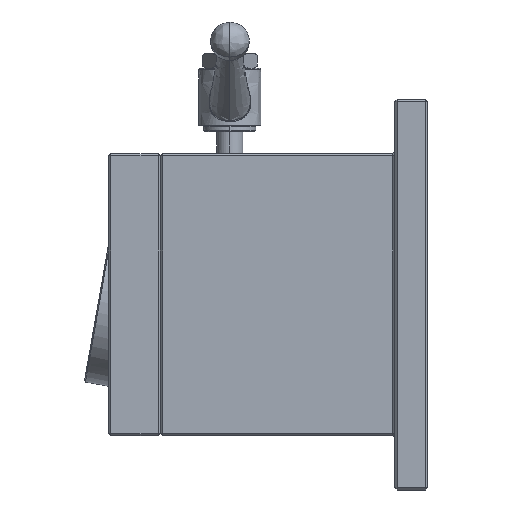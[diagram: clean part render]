
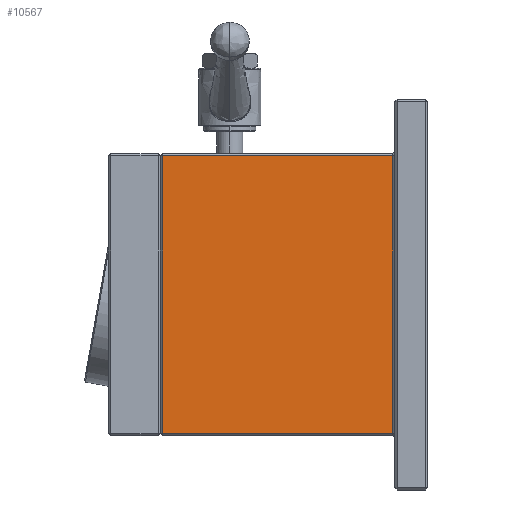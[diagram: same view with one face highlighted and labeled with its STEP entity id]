
A CAD part, left-side view. The second image highlights one B-rep face of the part: STEP entity #10567.
In plain terms, the highlighted free-form (B-spline) face has degree [1, 1] with [2, 2] control points.
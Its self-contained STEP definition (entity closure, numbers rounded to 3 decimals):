
#10567 = ADVANCED_FACE('',(#10568),#10598,.T.);
#10568 = FACE_BOUND('',#10569,.T.);
#10569 = EDGE_LOOP('',(#10570,#10579,#10586,#10593));
#10570 = ORIENTED_EDGE('',*,*,#10571,.T.);
#10571 = EDGE_CURVE('',#10572,#10574,#10576,.T.);
#10572 = VERTEX_POINT('',#10573);
#10573 = CARTESIAN_POINT('',(-65.089,126.627,
    75.74));
#10574 = VERTEX_POINT('',#10575);
#10575 = CARTESIAN_POINT('',(-65.089,1.183,
    75.74));
#10576 = B_SPLINE_CURVE_WITH_KNOTS('',1,(#10577,#10578),.UNSPECIFIED.,
  .F.,.F.,(2,2),(0.,106.),.PIECEWISE_BEZIER_KNOTS.);
#10577 = CARTESIAN_POINT('',(-65.089,126.627,
    75.74));
#10578 = CARTESIAN_POINT('',(-65.089,1.183,
    75.74));
#10579 = ORIENTED_EDGE('',*,*,#10580,.T.);
#10580 = EDGE_CURVE('',#10574,#10581,#10583,.T.);
#10581 = VERTEX_POINT('',#10582);
#10582 = CARTESIAN_POINT('',(-65.089,1.183,
    -75.74));
#10583 = B_SPLINE_CURVE_WITH_KNOTS('',1,(#10584,#10585),.UNSPECIFIED.,
  .F.,.F.,(2,2),(0.,128.),.PIECEWISE_BEZIER_KNOTS.);
#10584 = CARTESIAN_POINT('',(-65.089,1.183,
    75.74));
#10585 = CARTESIAN_POINT('',(-65.089,1.183,
    -75.74));
#10586 = ORIENTED_EDGE('',*,*,#10587,.T.);
#10587 = EDGE_CURVE('',#10581,#10588,#10590,.T.);
#10588 = VERTEX_POINT('',#10589);
#10589 = CARTESIAN_POINT('',(-65.089,126.627,
    -75.74));
#10590 = B_SPLINE_CURVE_WITH_KNOTS('',1,(#10591,#10592),.UNSPECIFIED.,
  .F.,.F.,(2,2),(0.,106.),.PIECEWISE_BEZIER_KNOTS.);
#10591 = CARTESIAN_POINT('',(-65.089,1.183,
    -75.74));
#10592 = CARTESIAN_POINT('',(-65.089,126.627,
    -75.74));
#10593 = ORIENTED_EDGE('',*,*,#10594,.T.);
#10594 = EDGE_CURVE('',#10588,#10572,#10595,.T.);
#10595 = B_SPLINE_CURVE_WITH_KNOTS('',1,(#10596,#10597),.UNSPECIFIED.,
  .F.,.F.,(2,2),(0.,128.),.PIECEWISE_BEZIER_KNOTS.);
#10596 = CARTESIAN_POINT('',(-65.089,126.627,
    -75.74));
#10597 = CARTESIAN_POINT('',(-65.089,126.627,
    75.74));
#10598 = B_SPLINE_SURFACE_WITH_KNOTS('',1,1,(
    (#10599,#10600)
    ,(#10601,#10602
    )),.UNSPECIFIED.,.F.,.F.,.F.,(2,2),(2,2),(0.,1.),(0.,1.),
  .PIECEWISE_BEZIER_KNOTS.);
#10599 = CARTESIAN_POINT('',(-65.089,1.183,
    75.74));
#10600 = CARTESIAN_POINT('',(-65.089,126.627,
    75.74));
#10601 = CARTESIAN_POINT('',(-65.089,1.183,
    -75.74));
#10602 = CARTESIAN_POINT('',(-65.089,126.627,
    -75.74));
